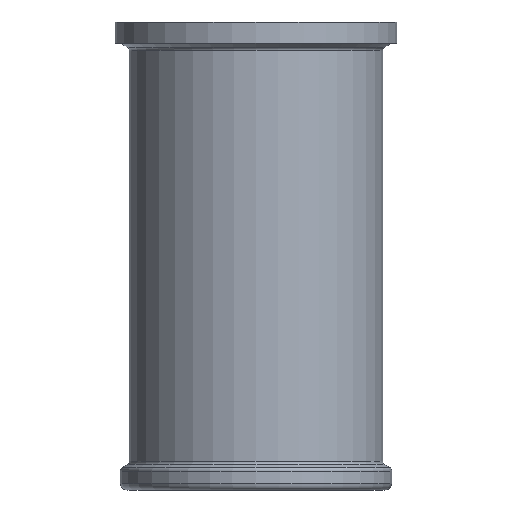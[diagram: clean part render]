
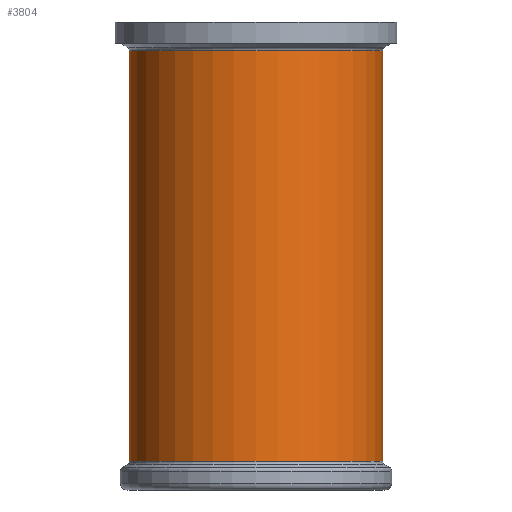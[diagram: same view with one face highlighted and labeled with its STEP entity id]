
A CAD part, front view. The second image highlights one B-rep face of the part: STEP entity #3804.
In plain terms, the highlighted cylindrical face has radius 29.779 mm (diameter 59.557 mm), a full revolution.
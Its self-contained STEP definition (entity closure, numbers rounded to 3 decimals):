
#366=LINE('',#8537,#525);
#525=VECTOR('',#5376,29.779);
#618=CYLINDRICAL_SURFACE('',#4297,29.779);
#841=FACE_OUTER_BOUND('',#1104,.T.);
#1104=EDGE_LOOP('',(#3322,#3323,#3324,#3325));
#1424=CIRCLE('',#4295,29.779);
#1426=CIRCLE('',#4298,29.779);
#1758=VERTEX_POINT('',#8532);
#1759=VERTEX_POINT('',#8536);
#2292=EDGE_CURVE('',#1758,#1758,#1424,.T.);
#2294=EDGE_CURVE('',#1758,#1759,#366,.T.);
#2295=EDGE_CURVE('',#1759,#1759,#1426,.T.);
#3322=ORIENTED_EDGE('',*,*,#2292,.F.);
#3323=ORIENTED_EDGE('',*,*,#2294,.T.);
#3324=ORIENTED_EDGE('',*,*,#2295,.F.);
#3325=ORIENTED_EDGE('',*,*,#2294,.F.);
#3804=ADVANCED_FACE('',(#841),#618,.T.);
#4295=AXIS2_PLACEMENT_3D('',#8533,#5370,#5371);
#4297=AXIS2_PLACEMENT_3D('',#8535,#5374,#5375);
#4298=AXIS2_PLACEMENT_3D('',#8538,#5377,#5378);
#5370=DIRECTION('center_axis',(0.,0.,-1.));
#5371=DIRECTION('ref_axis',(1.,0.,0.));
#5374=DIRECTION('center_axis',(0.,0.,-1.));
#5375=DIRECTION('ref_axis',(-1.,0.,0.));
#5376=DIRECTION('',(0.,0.,1.));
#5377=DIRECTION('center_axis',(0.,0.,1.));
#5378=DIRECTION('ref_axis',(1.,0.,0.));
#8532=CARTESIAN_POINT('',(29.779,0.,6.802));
#8533=CARTESIAN_POINT('Origin',(0.,0.,6.802));
#8535=CARTESIAN_POINT('Origin',(0.,0.,55.));
#8536=CARTESIAN_POINT('',(29.779,0.,103.198));
#8537=CARTESIAN_POINT('',(29.779,0.,55.));
#8538=CARTESIAN_POINT('Origin',(0.,0.,103.198));
